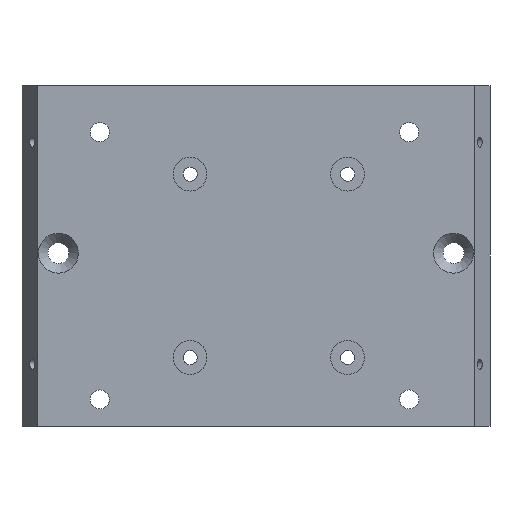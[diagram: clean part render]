
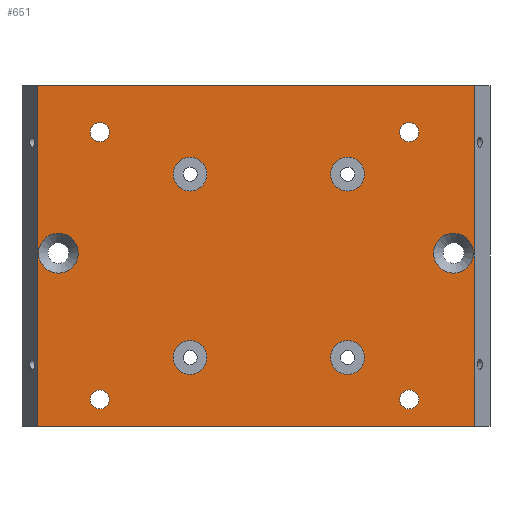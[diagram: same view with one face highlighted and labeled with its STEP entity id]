
A CAD part, left-side view. The second image highlights one B-rep face of the part: STEP entity #651.
In plain terms, the highlighted planar face has unit normal (-1, 0, 0).
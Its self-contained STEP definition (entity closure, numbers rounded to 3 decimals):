
#21=FACE_BOUND('',#142,.T.);
#22=FACE_BOUND('',#143,.T.);
#23=FACE_BOUND('',#144,.T.);
#24=FACE_BOUND('',#145,.T.);
#25=FACE_BOUND('',#146,.T.);
#26=FACE_BOUND('',#147,.T.);
#27=FACE_BOUND('',#148,.T.);
#28=FACE_BOUND('',#149,.T.);
#29=FACE_BOUND('',#150,.T.);
#30=FACE_BOUND('',#151,.T.);
#56=PLANE('',#713);
#99=FACE_OUTER_BOUND('',#141,.T.);
#141=EDGE_LOOP('',(#497,#498,#499,#500));
#142=EDGE_LOOP('',(#501));
#143=EDGE_LOOP('',(#502));
#144=EDGE_LOOP('',(#503));
#145=EDGE_LOOP('',(#504));
#146=EDGE_LOOP('',(#505));
#147=EDGE_LOOP('',(#506));
#148=EDGE_LOOP('',(#507));
#149=EDGE_LOOP('',(#508));
#150=EDGE_LOOP('',(#509));
#151=EDGE_LOOP('',(#510));
#213=LINE('',#1023,#251);
#218=LINE('',#1041,#256);
#219=LINE('',#1043,#257);
#220=LINE('',#1044,#258);
#251=VECTOR('',#809,10.);
#256=VECTOR('',#828,10.);
#257=VECTOR('',#829,10.);
#258=VECTOR('',#830,10.);
#287=CIRCLE('',#703,3.543);
#291=CIRCLE('',#714,1.7);
#292=CIRCLE('',#715,1.7);
#293=CIRCLE('',#716,1.7);
#294=CIRCLE('',#717,1.7);
#295=CIRCLE('',#718,3.543);
#296=CIRCLE('',#719,3.);
#297=CIRCLE('',#720,3.);
#298=CIRCLE('',#721,3.);
#299=CIRCLE('',#722,3.);
#331=VERTEX_POINT('',#1011);
#333=VERTEX_POINT('',#1019);
#335=VERTEX_POINT('',#1022);
#341=VERTEX_POINT('',#1040);
#342=VERTEX_POINT('',#1042);
#343=VERTEX_POINT('',#1045);
#344=VERTEX_POINT('',#1047);
#345=VERTEX_POINT('',#1049);
#346=VERTEX_POINT('',#1051);
#347=VERTEX_POINT('',#1053);
#348=VERTEX_POINT('',#1055);
#349=VERTEX_POINT('',#1057);
#350=VERTEX_POINT('',#1059);
#351=VERTEX_POINT('',#1061);
#389=EDGE_CURVE('',#331,#331,#287,.T.);
#393=EDGE_CURVE('',#335,#333,#213,.T.);
#402=EDGE_CURVE('',#341,#333,#218,.F.);
#403=EDGE_CURVE('',#341,#342,#219,.T.);
#404=EDGE_CURVE('',#342,#335,#220,.F.);
#405=EDGE_CURVE('',#343,#343,#291,.T.);
#406=EDGE_CURVE('',#344,#344,#292,.T.);
#407=EDGE_CURVE('',#345,#345,#293,.T.);
#408=EDGE_CURVE('',#346,#346,#294,.T.);
#409=EDGE_CURVE('',#347,#347,#295,.T.);
#410=EDGE_CURVE('',#348,#348,#296,.T.);
#411=EDGE_CURVE('',#349,#349,#297,.T.);
#412=EDGE_CURVE('',#350,#350,#298,.T.);
#413=EDGE_CURVE('',#351,#351,#299,.T.);
#497=ORIENTED_EDGE('',*,*,#402,.F.);
#498=ORIENTED_EDGE('',*,*,#403,.T.);
#499=ORIENTED_EDGE('',*,*,#404,.T.);
#500=ORIENTED_EDGE('',*,*,#393,.T.);
#501=ORIENTED_EDGE('',*,*,#389,.T.);
#502=ORIENTED_EDGE('',*,*,#405,.F.);
#503=ORIENTED_EDGE('',*,*,#406,.F.);
#504=ORIENTED_EDGE('',*,*,#407,.T.);
#505=ORIENTED_EDGE('',*,*,#408,.T.);
#506=ORIENTED_EDGE('',*,*,#409,.T.);
#507=ORIENTED_EDGE('',*,*,#410,.T.);
#508=ORIENTED_EDGE('',*,*,#411,.T.);
#509=ORIENTED_EDGE('',*,*,#412,.T.);
#510=ORIENTED_EDGE('',*,*,#413,.T.);
#651=ADVANCED_FACE('',(#99,#21,#22,#23,#24,#25,#26,#27,#28,#29,#30),#56,
 .T.);
#703=AXIS2_PLACEMENT_3D('',#1013,#799,#800);
#713=AXIS2_PLACEMENT_3D('',#1039,#826,#827);
#714=AXIS2_PLACEMENT_3D('',#1046,#831,#832);
#715=AXIS2_PLACEMENT_3D('',#1048,#833,#834);
#716=AXIS2_PLACEMENT_3D('',#1050,#835,#836);
#717=AXIS2_PLACEMENT_3D('',#1052,#837,#838);
#718=AXIS2_PLACEMENT_3D('',#1054,#839,#840);
#719=AXIS2_PLACEMENT_3D('',#1056,#841,#842);
#720=AXIS2_PLACEMENT_3D('',#1058,#843,#844);
#721=AXIS2_PLACEMENT_3D('',#1060,#845,#846);
#722=AXIS2_PLACEMENT_3D('',#1062,#847,#848);
#799=DIRECTION('center_axis',(1.,0.,0.));
#800=DIRECTION('ref_axis',(0.,-1.,0.));
#809=DIRECTION('',(0.,0.,1.));
#826=DIRECTION('center_axis',(-1.,0.,0.));
#827=DIRECTION('ref_axis',(0.,0.,1.));
#828=DIRECTION('',(0.,1.,0.));
#829=DIRECTION('',(0.,0.,-1.));
#830=DIRECTION('',(0.,1.,0.));
#831=DIRECTION('center_axis',(-1.,0.,0.));
#832=DIRECTION('ref_axis',(0.,1.,0.));
#833=DIRECTION('center_axis',(-1.,0.,0.));
#834=DIRECTION('ref_axis',(0.,1.,0.));
#835=DIRECTION('center_axis',(1.,0.,0.));
#836=DIRECTION('ref_axis',(0.,1.,0.));
#837=DIRECTION('center_axis',(1.,0.,0.));
#838=DIRECTION('ref_axis',(0.,1.,0.));
#839=DIRECTION('center_axis',(1.,0.,0.));
#840=DIRECTION('ref_axis',(0.,-1.,0.));
#841=DIRECTION('center_axis',(1.,0.,0.));
#842=DIRECTION('ref_axis',(0.,0.,1.));
#843=DIRECTION('center_axis',(1.,0.,0.));
#844=DIRECTION('ref_axis',(0.,0.,1.));
#845=DIRECTION('center_axis',(1.,0.,0.));
#846=DIRECTION('ref_axis',(0.,0.,1.));
#847=DIRECTION('center_axis',(1.,0.,0.));
#848=DIRECTION('ref_axis',(0.,0.,1.));
#1011=CARTESIAN_POINT('',(-112.723,-991.33,434.886));
#1013=CARTESIAN_POINT('Origin',(-112.723,-994.873,434.886));
#1019=CARTESIAN_POINT('',(-112.723,-998.517,464.636));
#1022=CARTESIAN_POINT('',(-112.723,-998.517,404.136));
#1023=CARTESIAN_POINT('',(-112.723,-998.517,455.484));
#1039=CARTESIAN_POINT('Origin',(-112.723,-939.33,400.851));
#1040=CARTESIAN_POINT('',(-112.723,-920.974,464.636));
#1041=CARTESIAN_POINT('',(-112.723,-965.39,464.636));
#1042=CARTESIAN_POINT('',(-112.723,-920.974,404.136));
#1043=CARTESIAN_POINT('',(-112.723,-920.974,455.484));
#1044=CARTESIAN_POINT('',(-112.723,-951.412,404.136));
#1045=CARTESIAN_POINT('',(-112.723,-988.68,408.886));
#1046=CARTESIAN_POINT('Origin',(-112.723,-986.98,408.886));
#1047=CARTESIAN_POINT('',(-112.723,-988.68,456.386));
#1048=CARTESIAN_POINT('Origin',(-112.723,-986.98,456.386));
#1049=CARTESIAN_POINT('',(-112.723,-933.68,408.886));
#1050=CARTESIAN_POINT('Origin',(-112.723,-931.98,408.886));
#1051=CARTESIAN_POINT('',(-112.723,-933.68,456.386));
#1052=CARTESIAN_POINT('Origin',(-112.723,-931.98,456.386));
#1053=CARTESIAN_POINT('',(-112.723,-921.059,434.886));
#1054=CARTESIAN_POINT('Origin',(-112.723,-924.602,434.886));
#1055=CARTESIAN_POINT('',(-112.723,-948.03,445.936));
#1056=CARTESIAN_POINT('Origin',(-112.723,-948.03,448.936));
#1057=CARTESIAN_POINT('',(-112.723,-948.03,413.336));
#1058=CARTESIAN_POINT('Origin',(-112.723,-948.03,416.336));
#1059=CARTESIAN_POINT('',(-112.723,-976.03,445.936));
#1060=CARTESIAN_POINT('Origin',(-112.723,-976.03,448.936));
#1061=CARTESIAN_POINT('',(-112.723,-976.03,413.336));
#1062=CARTESIAN_POINT('Origin',(-112.723,-976.03,416.336));
